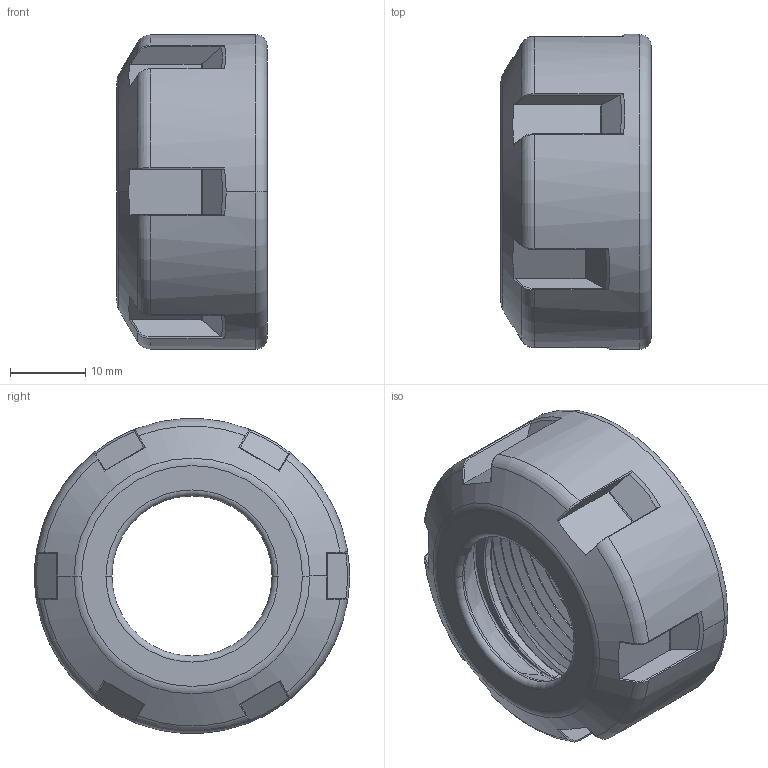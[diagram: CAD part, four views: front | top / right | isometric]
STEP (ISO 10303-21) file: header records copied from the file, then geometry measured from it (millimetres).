
FILE_DESCRIPTION (( 'STEP AP203' ), '1' );
FILE_NAME ('110.02.16.STEP', '2017-10-18T09:09:46', ( '' ), ( '' ), 'SwSTEP 2.0', 'SolidWorks 2012', '' );
FILE_SCHEMA (( 'CONFIG_CONTROL_DESIGN' ));
Length unit declared in the file: millimetre
Products named in the file (1): 110.02.16
Bounding box: 20 x 42 x 42 mm (x, y, z)
Volume: 11682.4 mm3; surface area: 7228 mm2
Topology: 1 solids, 1 shells, 134 faces, 347 edges, 216 vertices
Faces by surface type: plane 41, bspline 36, torus 27, cylinder 23, cone 7
Entity records: 6821 total; most frequent: CARTESIAN_POINT 3899, ORIENTED_EDGE 694, DIRECTION 455, EDGE_CURVE 347, VERTEX_POINT 216, AXIS2_PLACEMENT_3D 186, B_SPLINE_CURVE_WITH_KNOTS 154, EDGE_LOOP 137
